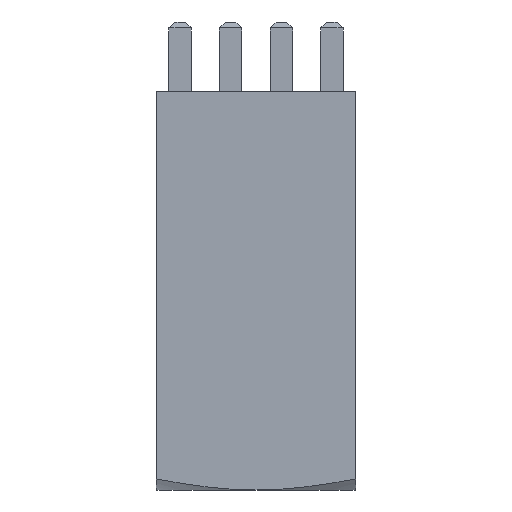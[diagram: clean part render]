
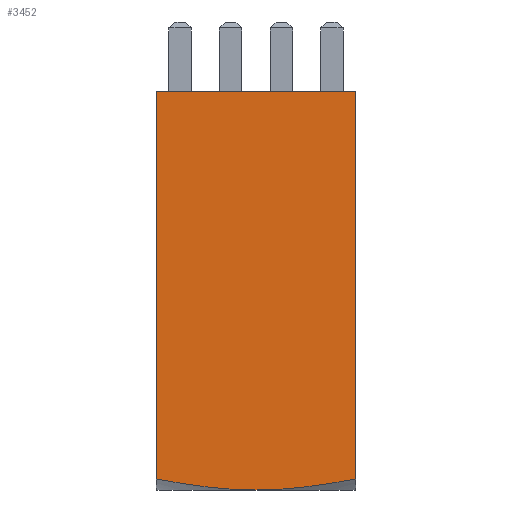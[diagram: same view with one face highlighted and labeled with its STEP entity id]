
A CAD part, left-side view. The second image highlights one B-rep face of the part: STEP entity #3452.
In plain terms, the highlighted planar face has unit normal (-1, 0, 0).
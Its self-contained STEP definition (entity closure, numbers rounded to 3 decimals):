
#23 = AXIS2_PLACEMENT_3D ( 'NONE', #2084, #2093, #2094 ) ;
#152 = ORIENTED_EDGE ( 'NONE', *, *, #3879, .F. ) ;
#153 = ORIENTED_EDGE ( 'NONE', *, *, #3918, .F. ) ;
#154 = ORIENTED_EDGE ( 'NONE', *, *, #3917, .T. ) ;
#155 = ORIENTED_EDGE ( 'NONE', *, *, #3916, .T. ) ;
#156 = ORIENTED_EDGE ( 'NONE', *, *, #3915, .T. ) ;
#326 = EDGE_LOOP ( 'NONE', ( #156, #155, #154, #153, #152 ) ) ;
#490 = CARTESIAN_POINT ( 'NONE',  ( -5., 5., 0.555 ) ) ;
#492 = CARTESIAN_POINT ( 'NONE',  ( -5., 0., 0. ) ) ;
#507 = CARTESIAN_POINT ( 'NONE',  ( -5., -5., 0.555 ) ) ;
#808 = LINE ( 'NONE', #810, #2757 ) ;
#809 = CARTESIAN_POINT ( 'NONE',  ( -5., 0., 0. ) ) ;
#810 = CARTESIAN_POINT ( 'NONE',  ( -5., -5., 20. ) ) ;
#811 = DIRECTION ( 'NONE',  ( 0., -1., 0. ) ) ;
#905 = CARTESIAN_POINT ( 'NONE',  ( -5., 3.345, 0.26 ) ) ;
#916 = LINE ( 'NONE', #918, #2330 ) ;
#917 = CARTESIAN_POINT ( 'NONE',  ( -5., 4.175, 0.399 ) ) ;
#918 = CARTESIAN_POINT ( 'NONE',  ( -5., 5., 20. ) ) ;
#919 = DIRECTION ( 'NONE',  ( 0., 0., -1. ) ) ;
#920 = CARTESIAN_POINT ( 'NONE',  ( -5., -0.836, 0. ) ) ;
#921 = CARTESIAN_POINT ( 'NONE',  ( -5., 5., 0.555 ) ) ;
#922 = CARTESIAN_POINT ( 'NONE',  ( -5., 1.67, 0.058 ) ) ;
#923 = CARTESIAN_POINT ( 'NONE',  ( -5., 0.834, 0. ) ) ;
#924 = CARTESIAN_POINT ( 'NONE',  ( -5., 0., 0. ) ) ;
#926 = LINE ( 'NONE', #1503, #2331 ) ;
#928 = CARTESIAN_POINT ( 'NONE',  ( -5., -1.671, 0.059 ) ) ;
#929 = CARTESIAN_POINT ( 'NONE',  ( -5., -3.338, 0.259 ) ) ;
#930 = CARTESIAN_POINT ( 'NONE',  ( -5., -4.172, 0.398 ) ) ;
#931 = CARTESIAN_POINT ( 'NONE',  ( -5., -5., 0.555 ) ) ;
#1503 = CARTESIAN_POINT ( 'NONE',  ( -5., -5., 20. ) ) ;
#1733 = VERTEX_POINT ( 'NONE', #2883 ) ;
#1743 = VERTEX_POINT ( 'NONE', #2893 ) ;
#1952 = B_SPLINE_CURVE_WITH_KNOTS ( 'NONE', 3,
 ( #809, #920, #928, #929, #930, #931 ),
 .UNSPECIFIED., .F., .F.,
 ( 4, 2, 4 ),
 ( 0.021, 0.024, 0.026 ),
 .UNSPECIFIED. ) ;
#1953 = B_SPLINE_CURVE_WITH_KNOTS ( 'NONE', 3,
 ( #921, #917, #905, #922, #923, #924 ),
 .UNSPECIFIED., .F., .F.,
 ( 4, 2, 4 ),
 ( 0.016, 0.019, 0.021 ),
 .UNSPECIFIED. ) ;
#2084 = CARTESIAN_POINT ( 'NONE',  ( -5., -5., 20. ) ) ;
#2090 = FACE_OUTER_BOUND ( 'NONE', #326, .T. ) ;
#2091 = PLANE ( 'NONE',  #23 ) ;
#2093 = DIRECTION ( 'NONE',  ( 1., 0., 0. ) ) ;
#2094 = DIRECTION ( 'NONE',  ( 0., 0., -1. ) ) ;
#2270 = DIRECTION ( 'NONE',  ( 0., 0., -1. ) ) ;
#2330 = VECTOR ( 'NONE', #919, 1000. ) ;
#2331 = VECTOR ( 'NONE', #2270, 1000. ) ;
#2757 = VECTOR ( 'NONE', #811, 1000. ) ;
#2883 = CARTESIAN_POINT ( 'NONE',  ( -5., 5., 20. ) ) ;
#2893 = CARTESIAN_POINT ( 'NONE',  ( -5., -5., 20. ) ) ;
#3452 = ADVANCED_FACE ( 'NONE', ( #2090 ), #2091, .F. ) ;
#3879 = EDGE_CURVE ( 'NONE', #1733, #1743, #808, .T. ) ;
#3915 = EDGE_CURVE ( 'NONE', #1733, #4021, #916, .T. ) ;
#3916 = EDGE_CURVE ( 'NONE', #4021, #4023, #1953, .T. ) ;
#3917 = EDGE_CURVE ( 'NONE', #4023, #4038, #1952, .T. ) ;
#3918 = EDGE_CURVE ( 'NONE', #1743, #4038, #926, .T. ) ;
#4021 = VERTEX_POINT ( 'NONE', #490 ) ;
#4023 = VERTEX_POINT ( 'NONE', #492 ) ;
#4038 = VERTEX_POINT ( 'NONE', #507 ) ;
